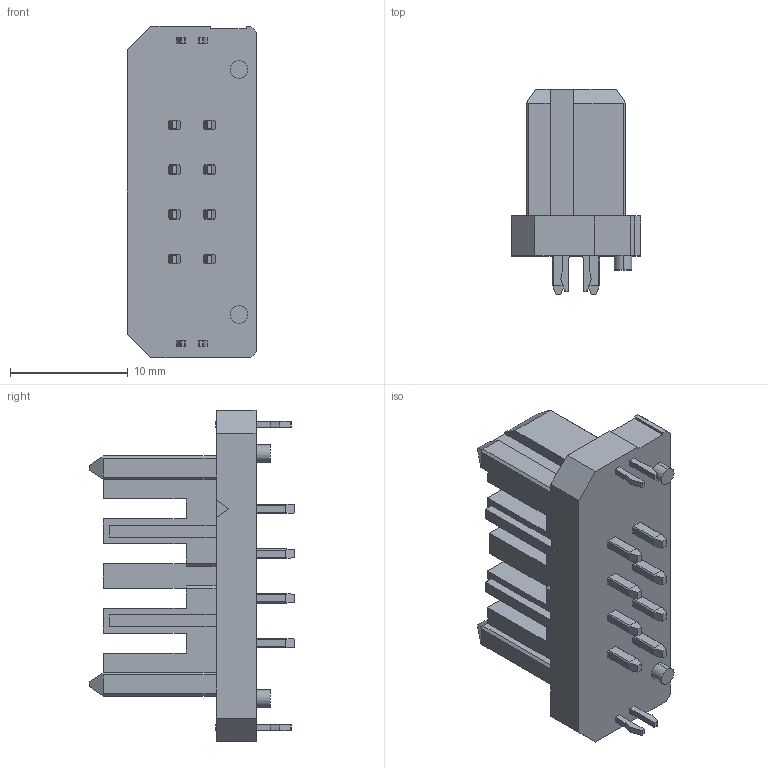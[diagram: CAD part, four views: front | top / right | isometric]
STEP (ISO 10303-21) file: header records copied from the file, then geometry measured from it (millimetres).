
FILE_DESCRIPTION(('CoCreate Modeling STEP Export'),'2;1');
FILE_NAME('FX30B-4P-3.81DSA20.stp','2013-06-12T10:10:03',(''),(''),'CoCreate Modeling STEP processor for AP214 (Solid Model)','CoCreate Modeling 17.0 01-Apr-2010 (C) Parametric Technology GmbH','');
FILE_SCHEMA(('AUTOMOTIVE_DESIGN { 1 0 10303 214 1 1 1 1 }'));
Length unit declared in the file: millimetre
Products named in the file (1): FX30B-4P-3.81DSA20
Bounding box: 11 x 17.5 x 28.18 mm (x, y, z)
Volume: 2146.3 mm3; surface area: 1956.8 mm2
Topology: 1 solids, 1 shells, 264 faces, 725 edges, 482 vertices
Faces by surface type: plane 256, cylinder 8
Entity records: 8017 total; most frequent: ORIENTED_EDGE 1450, CARTESIAN_POINT 1426, DIRECTION 1191, EDGE_CURVE 725, VECTOR 697, LINE 697, VERTEX_POINT 482, EDGE_LOOP 283
